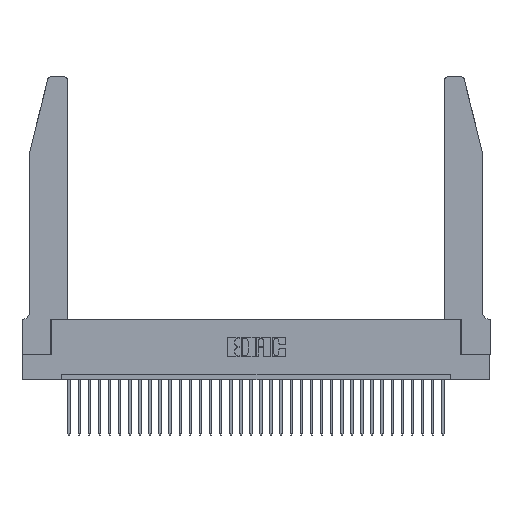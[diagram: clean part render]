
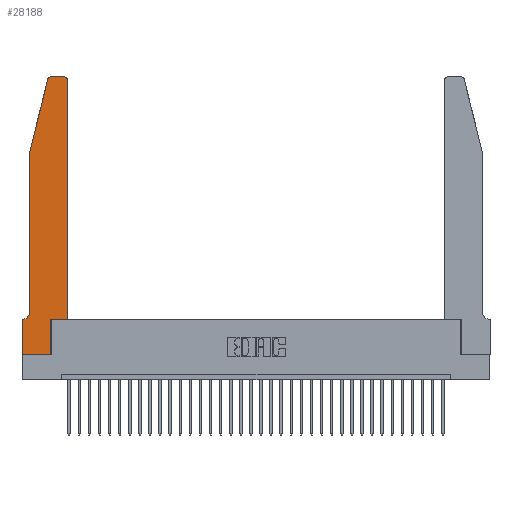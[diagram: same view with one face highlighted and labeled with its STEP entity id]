
A CAD part, top view. The second image highlights one B-rep face of the part: STEP entity #28188.
In plain terms, the highlighted planar face has unit normal (0, 0, 1).
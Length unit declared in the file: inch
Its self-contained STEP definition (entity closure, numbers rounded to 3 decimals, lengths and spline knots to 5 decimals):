
#140 = LINE ( 'NONE', #17246, #9189 ) ;
#445 = VERTEX_POINT ( 'NONE', #31909 ) ;
#461 = EDGE_CURVE ( 'NONE', #8389, #15635, #22054, .T. ) ;
#1065 = DIRECTION ( 'NONE',  ( 1., 0., 0. ) ) ;
#1753 = VERTEX_POINT ( 'NONE', #24774 ) ;
#1866 = CARTESIAN_POINT ( 'NONE',  ( 0.4205, 2.72, 0.37 ) ) ;
#2413 = ORIENTED_EDGE ( 'NONE', *, *, #14892, .T. ) ;
#2811 = ORIENTED_EDGE ( 'NONE', *, *, #19457, .T. ) ;
#3618 = EDGE_CURVE ( 'NONE', #5964, #32248, #18963, .T. ) ;
#4856 = CARTESIAN_POINT ( 'NONE',  ( 0.0755, 2., 0.37 ) ) ;
#5108 = EDGE_CURVE ( 'NONE', #23405, #23414, #29256, .T. ) ;
#5116 = CARTESIAN_POINT ( 'NONE',  ( 0.0755, 2., 0.37 ) ) ;
#5464 = CARTESIAN_POINT ( 'NONE',  ( 0.4505, 0.35, 0.37 ) ) ;
#5775 = DIRECTION ( 'NONE',  ( 0., 0., 1. ) ) ;
#5964 = VERTEX_POINT ( 'NONE', #18149 ) ;
#6266 = CARTESIAN_POINT ( 'NONE',  ( 0., 0.35, 0.37 ) ) ;
#6420 = DIRECTION ( 'NONE',  ( 0., -1., 0. ) ) ;
#6623 = CIRCLE ( 'NONE', #13187, 0.03 ) ;
#6880 = VERTEX_POINT ( 'NONE', #22159 ) ;
#7436 = CARTESIAN_POINT ( 'NONE',  ( 0.25487, 2.72718, 0.37 ) ) ;
#7542 = CARTESIAN_POINT ( 'NONE',  ( 0.2865, 0., 0.37 ) ) ;
#8131 = LINE ( 'NONE', #18497, #29429 ) ;
#8389 = VERTEX_POINT ( 'NONE', #24511 ) ;
#8550 = CARTESIAN_POINT ( 'NONE',  ( 0.284, 2.72, 0.37 ) ) ;
#8588 = ORIENTED_EDGE ( 'NONE', *, *, #17519, .T. ) ;
#9189 = VECTOR ( 'NONE', #19886, 39.37008 ) ;
#9256 = VERTEX_POINT ( 'NONE', #7542 ) ;
#9580 = ORIENTED_EDGE ( 'NONE', *, *, #3618, .T. ) ;
#9583 = DIRECTION ( 'NONE',  ( 1., 0., 0. ) ) ;
#9695 = EDGE_CURVE ( 'NONE', #1753, #27600, #25983, .T. ) ;
#9930 = CARTESIAN_POINT ( 'NONE',  ( 0., 0., 0.37 ) ) ;
#10958 = VECTOR ( 'NONE', #6420, 39.37008 ) ;
#11172 = AXIS2_PLACEMENT_3D ( 'NONE', #32530, #20447, #14931 ) ;
#11611 = VECTOR ( 'NONE', #32196, 39.37008 ) ;
#12063 = CARTESIAN_POINT ( 'NONE',  ( 0., 0.35, 0.37 ) ) ;
#12313 = AXIS2_PLACEMENT_3D ( 'NONE', #12063, #19462, #29954 ) ;
#13083 = ORIENTED_EDGE ( 'NONE', *, *, #461, .T. ) ;
#13187 = AXIS2_PLACEMENT_3D ( 'NONE', #8550, #5775, #13812 ) ;
#13727 = DIRECTION ( 'NONE',  ( 1., 0., 0. ) ) ;
#13812 = DIRECTION ( 'NONE',  ( 1., 0., 0. ) ) ;
#14162 = ORIENTED_EDGE ( 'NONE', *, *, #20324, .T. ) ;
#14217 = CARTESIAN_POINT ( 'NONE',  ( 0.2865, 0.35, 0.37 ) ) ;
#14892 = EDGE_CURVE ( 'NONE', #32248, #445, #20782, .T. ) ;
#14931 = DIRECTION ( 'NONE',  ( -1., 0., 0. ) ) ;
#15346 = ORIENTED_EDGE ( 'NONE', *, *, #5108, .T. ) ;
#15635 = VERTEX_POINT ( 'NONE', #27784 ) ;
#15705 = EDGE_LOOP ( 'NONE', ( #31684, #8588, #15346, #22655, #18968, #9580, #2413, #28395, #2811, #13083, #14162, #31092 ) ) ;
#15991 = EDGE_CURVE ( 'NONE', #24466, #5964, #17813, .T. ) ;
#16413 = CARTESIAN_POINT ( 'NONE',  ( 0.0755, 0.35, 0.37 ) ) ;
#16745 = CARTESIAN_POINT ( 'NONE',  ( 0., 0., 0.37 ) ) ;
#17246 = CARTESIAN_POINT ( 'NONE',  ( 0.4505, 0.35, 0.37 ) ) ;
#17519 = EDGE_CURVE ( 'NONE', #6880, #23405, #6623, .T. ) ;
#17813 = CIRCLE ( 'NONE', #11172, 0.07 ) ;
#17897 = DIRECTION ( 'NONE',  ( -0.239, -0.971, 0. ) ) ;
#18149 = CARTESIAN_POINT ( 'NONE',  ( 0.0055, 0.35, 0.37 ) ) ;
#18197 = VECTOR ( 'NONE', #17897, 39.37008 ) ;
#18497 = CARTESIAN_POINT ( 'NONE',  ( 0.2605, 2.75, 0.37 ) ) ;
#18963 = LINE ( 'NONE', #16413, #11611 ) ;
#18968 = ORIENTED_EDGE ( 'NONE', *, *, #15991, .T. ) ;
#19457 = EDGE_CURVE ( 'NONE', #9256, #8389, #21105, .T. ) ;
#19462 = DIRECTION ( 'NONE',  ( 0., 0., 1. ) ) ;
#19886 = DIRECTION ( 'NONE',  ( 0., 1., 0. ) ) ;
#20324 = EDGE_CURVE ( 'NONE', #15635, #1753, #140, .T. ) ;
#20447 = DIRECTION ( 'NONE',  ( 0., 0., -1. ) ) ;
#20580 = VECTOR ( 'NONE', #23148, 39.37008 ) ;
#20716 = LINE ( 'NONE', #9930, #25186 ) ;
#20782 = LINE ( 'NONE', #16745, #10958 ) ;
#20931 = DIRECTION ( 'NONE',  ( -1., 0., 0. ) ) ;
#21105 = LINE ( 'NONE', #14217, #32555 ) ;
#21666 = EDGE_CURVE ( 'NONE', #27600, #6880, #8131, .T. ) ;
#22054 = LINE ( 'NONE', #5464, #28195 ) ;
#22159 = CARTESIAN_POINT ( 'NONE',  ( 0.284, 2.75, 0.37 ) ) ;
#22655 = ORIENTED_EDGE ( 'NONE', *, *, #25704, .T. ) ;
#23148 = DIRECTION ( 'NONE',  ( 0., -1., 0. ) ) ;
#23405 = VERTEX_POINT ( 'NONE', #7436 ) ;
#23414 = VERTEX_POINT ( 'NONE', #5116 ) ;
#24466 = VERTEX_POINT ( 'NONE', #28687 ) ;
#24511 = CARTESIAN_POINT ( 'NONE',  ( 0.2865, 0.35, 0.37 ) ) ;
#24588 = PLANE ( 'NONE',  #12313 ) ;
#24774 = CARTESIAN_POINT ( 'NONE',  ( 0.4505, 2.72, 0.37 ) ) ;
#25186 = VECTOR ( 'NONE', #9583, 39.37008 ) ;
#25704 = EDGE_CURVE ( 'NONE', #23414, #24466, #26667, .T. ) ;
#25983 = CIRCLE ( 'NONE', #30534, 0.03 ) ;
#26435 = FACE_OUTER_BOUND ( 'NONE', #15705, .T. ) ;
#26667 = LINE ( 'NONE', #4856, #20580 ) ;
#27347 = DIRECTION ( 'NONE',  ( 0., 1., 0. ) ) ;
#27600 = VERTEX_POINT ( 'NONE', #28062 ) ;
#27784 = CARTESIAN_POINT ( 'NONE',  ( 0.4505, 0.35, 0.37 ) ) ;
#28062 = CARTESIAN_POINT ( 'NONE',  ( 0.4205, 2.75, 0.37 ) ) ;
#28069 = DIRECTION ( 'NONE',  ( 0., 0., 1. ) ) ;
#28188 = ADVANCED_FACE ( 'NONE', ( #26435 ), #24588, .T. ) ;
#28195 = VECTOR ( 'NONE', #13727, 39.37008 ) ;
#28395 = ORIENTED_EDGE ( 'NONE', *, *, #29765, .T. ) ;
#28687 = CARTESIAN_POINT ( 'NONE',  ( 0.0755, 0.42, 0.37 ) ) ;
#29256 = LINE ( 'NONE', #33586, #18197 ) ;
#29429 = VECTOR ( 'NONE', #20931, 39.37008 ) ;
#29765 = EDGE_CURVE ( 'NONE', #445, #9256, #20716, .T. ) ;
#29954 = DIRECTION ( 'NONE',  ( 1., 0., 0. ) ) ;
#30534 = AXIS2_PLACEMENT_3D ( 'NONE', #1866, #28069, #1065 ) ;
#31092 = ORIENTED_EDGE ( 'NONE', *, *, #9695, .T. ) ;
#31684 = ORIENTED_EDGE ( 'NONE', *, *, #21666, .T. ) ;
#31909 = CARTESIAN_POINT ( 'NONE',  ( 0., 0., 0.37 ) ) ;
#32196 = DIRECTION ( 'NONE',  ( -1., 0., 0. ) ) ;
#32248 = VERTEX_POINT ( 'NONE', #6266 ) ;
#32530 = CARTESIAN_POINT ( 'NONE',  ( 0.0055, 0.42, 0.37 ) ) ;
#32555 = VECTOR ( 'NONE', #27347, 39.37008 ) ;
#33586 = CARTESIAN_POINT ( 'NONE',  ( 0.0755, 2., 0.37 ) ) ;
